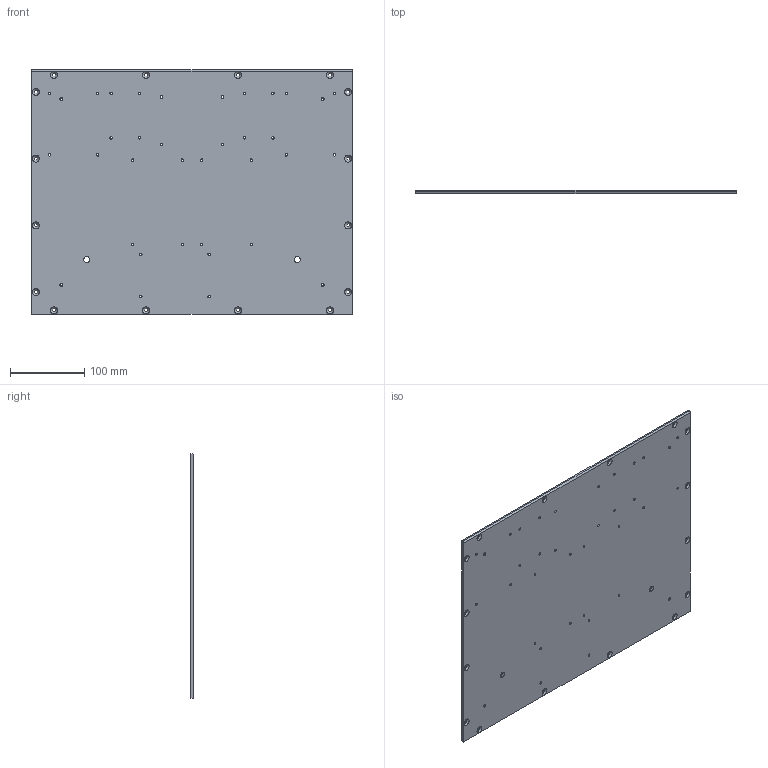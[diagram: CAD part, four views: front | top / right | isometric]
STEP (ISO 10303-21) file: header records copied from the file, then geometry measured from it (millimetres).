
FILE_DESCRIPTION (( 'STEP AP214' ), '1' );
FILE_NAME ('Bottom.STEP', '2018-07-26T14:56:12', ( '' ), ( '' ), 'SwSTEP 2.0', 'SolidWorks 2018', '' );
FILE_SCHEMA (( 'AUTOMOTIVE_DESIGN' ));
Length unit declared in the file: millimetre
Products named in the file (1): Bottom
Bounding box: 432 x 4 x 330 mm (x, y, z)
Volume: 566289.1 mm3; surface area: 291908.3 mm2
Topology: 1 solids, 1 shells, 155 faces, 419 edges, 266 vertices
Faces by surface type: cylinder 109, cone 40, plane 6
Entity records: 5397 total; most frequent: DIRECTION 989, CARTESIAN_POINT 841, ORIENTED_EDGE 838, EDGE_CURVE 419, AXIS2_PLACEMENT_3D 414, VERTEX_POINT 266, EDGE_LOOP 263, CIRCLE 258
